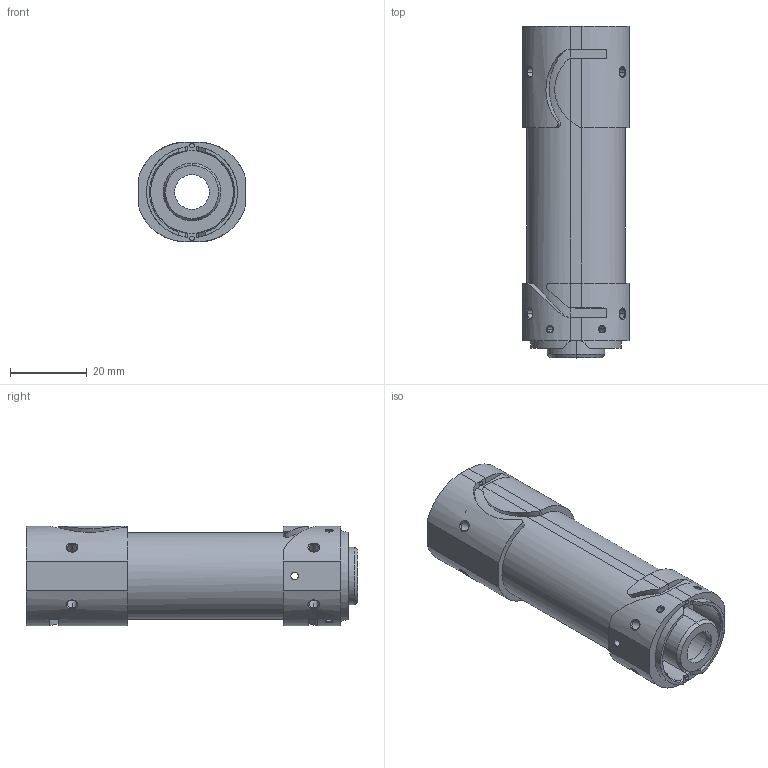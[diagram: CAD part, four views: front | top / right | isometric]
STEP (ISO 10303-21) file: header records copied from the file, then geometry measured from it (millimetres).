
FILE_DESCRIPTION (( 'STEP AP214' ), '1' );
FILE_NAME ('TUBE UR_Ind A.STEP', '2020-03-09T11:54:59', ( '' ), ( '' ), 'SwSTEP 2.0', 'SolidWorks 2019', '' );
FILE_SCHEMA (( 'AUTOMOTIVE_DESIGN' ));
Length unit declared in the file: millimetre
Products named in the file (1): TUBE UR_Ind A
Bounding box: 27.8 x 86.5 x 26 mm (x, y, z)
Volume: 14607.2 mm3; surface area: 16041.9 mm2
Topology: 1 solids, 1 shells, 181 faces, 470 edges, 301 vertices
Faces by surface type: cylinder 82, plane 50, bspline 24, cone 20, torus 5
Entity records: 14430 total; most frequent: CARTESIAN_POINT 9857, ORIENTED_EDGE 940, DIRECTION 748, EDGE_CURVE 470, VERTEX_POINT 301, AXIS2_PLACEMENT_3D 294, EDGE_LOOP 229, ADVANCED_FACE 181
